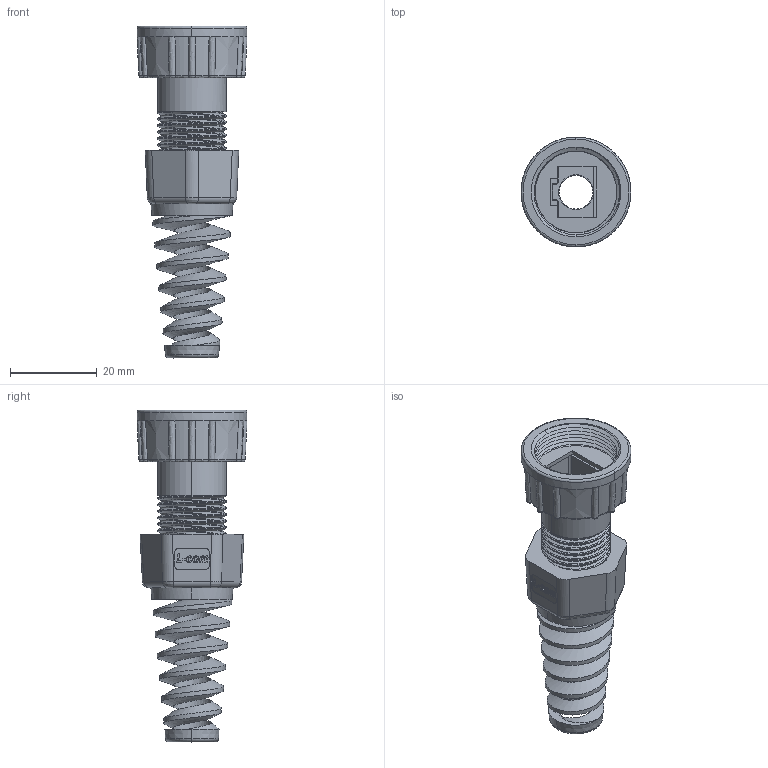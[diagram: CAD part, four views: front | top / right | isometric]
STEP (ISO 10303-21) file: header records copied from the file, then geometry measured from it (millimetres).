
FILE_DESCRIPTION (( 'STEP AP203' ), '1' );
FILE_NAME ('WPRJ-LSR.STEP', '2010-04-01T16:06:46', ( 'x' ), ( 'Microsoft' ), 'SwSTEP 2.0', 'SolidWorks 2010', '' );
FILE_SCHEMA (( 'CONFIG_CONTROL_DESIGN' ));
Products named in the file (4): WPRJ-LSR-MA2; WPRJ-LSR; WPRJ-LSR-MA1; WPRJ-LSR-MA3
Assembly tree (3 placements, depth 2):
  WPRJ-LSR
    WPRJ-LSR-MA3
    WPRJ-LSR-MA2
    WPRJ-LSR-MA1
Bounding box: 25.4 x 25.4 x 76.7 mm (x, y, z)
Volume: 11041.8 mm3; surface area: 11033 mm2
Topology: 3 solids, 3 shells, 542 faces, 1512 edges, 1001 vertices
Faces by surface type: plane 276, bspline 136, cylinder 94, cone 20, torus 16
Entity records: 110843 total; most frequent: CARTESIAN_POINT 98348, ORIENTED_EDGE 3024, DIRECTION 1729, EDGE_CURVE 1512, VERTEX_POINT 1001, VECTOR 647, LINE 647, B_SPLINE_CURVE_WITH_KNOTS 629
